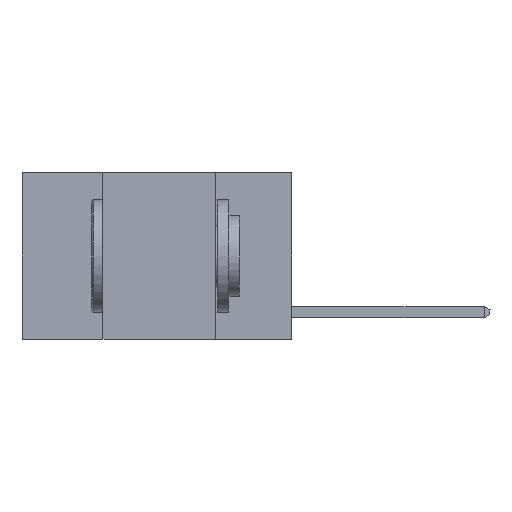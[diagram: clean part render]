
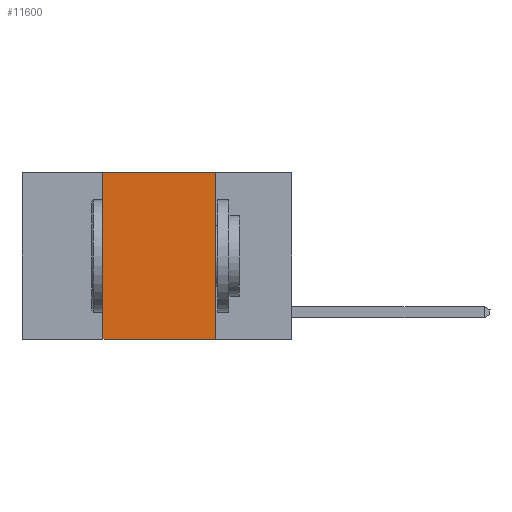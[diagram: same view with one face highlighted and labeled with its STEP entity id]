
A CAD part, left-side view. The second image highlights one B-rep face of the part: STEP entity #11600.
In plain terms, the highlighted planar face has unit normal (-1, 0, 0).
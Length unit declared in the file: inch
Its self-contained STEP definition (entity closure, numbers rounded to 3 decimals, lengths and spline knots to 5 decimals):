
#565 = LINE ( 'NONE', #4083, #24036 ) ;
#893 = CARTESIAN_POINT ( 'NONE',  ( 0., 0.6, -0.37 ) ) ;
#970 = CARTESIAN_POINT ( 'NONE',  ( 0., 0.17, 0. ) ) ;
#2625 = VERTEX_POINT ( 'NONE', #6644 ) ;
#2960 = CARTESIAN_POINT ( 'NONE',  ( 0., 0.17, 0. ) ) ;
#4083 = CARTESIAN_POINT ( 'NONE',  ( 0., 0.6, 0. ) ) ;
#4159 = DIRECTION ( 'NONE',  ( 0., 0., 1. ) ) ;
#4585 = VERTEX_POINT ( 'NONE', #12072 ) ;
#6644 = CARTESIAN_POINT ( 'NONE',  ( 0., 0.42, -0.37 ) ) ;
#7283 = LINE ( 'NONE', #893, #22005 ) ;
#8290 = FACE_OUTER_BOUND ( 'NONE', #13347, .T. ) ;
#11600 = ADVANCED_FACE ( 'NONE', ( #8290 ), #21618, .F. ) ;
#12072 = CARTESIAN_POINT ( 'NONE',  ( 0., 0.17, -0.37 ) ) ;
#12878 = AXIS2_PLACEMENT_3D ( 'NONE', #23788, #18864, #14076 ) ;
#13347 = EDGE_LOOP ( 'NONE', ( #18580, #14724, #21930, #23382 ) ) ;
#14076 = DIRECTION ( 'NONE',  ( 0., 0., -1. ) ) ;
#14724 = ORIENTED_EDGE ( 'NONE', *, *, #17718, .F. ) ;
#15255 = EDGE_CURVE ( 'NONE', #15372, #4585, #18513, .T. ) ;
#15372 = VERTEX_POINT ( 'NONE', #970 ) ;
#15823 = DIRECTION ( 'NONE',  ( 0., 0., -1. ) ) ;
#16287 = CARTESIAN_POINT ( 'NONE',  ( 0., 0.42, 0. ) ) ;
#17718 = EDGE_CURVE ( 'NONE', #19128, #15372, #565, .T. ) ;
#18498 = LINE ( 'NONE', #25807, #22166 ) ;
#18513 = LINE ( 'NONE', #2960, #26235 ) ;
#18580 = ORIENTED_EDGE ( 'NONE', *, *, #15255, .F. ) ;
#18864 = DIRECTION ( 'NONE',  ( 1., 0., 0. ) ) ;
#19128 = VERTEX_POINT ( 'NONE', #16287 ) ;
#20264 = DIRECTION ( 'NONE',  ( 0., -1., 0. ) ) ;
#21618 = PLANE ( 'NONE',  #12878 ) ;
#21930 = ORIENTED_EDGE ( 'NONE', *, *, #22115, .F. ) ;
#22005 = VECTOR ( 'NONE', #20264, 39.37008 ) ;
#22115 = EDGE_CURVE ( 'NONE', #2625, #19128, #18498, .T. ) ;
#22166 = VECTOR ( 'NONE', #4159, 39.37008 ) ;
#23382 = ORIENTED_EDGE ( 'NONE', *, *, #26394, .T. ) ;
#23788 = CARTESIAN_POINT ( 'NONE',  ( 0., 0.6, 0. ) ) ;
#24036 = VECTOR ( 'NONE', #25258, 39.37008 ) ;
#25258 = DIRECTION ( 'NONE',  ( 0., -1., 0. ) ) ;
#25807 = CARTESIAN_POINT ( 'NONE',  ( 0., 0.42, 0. ) ) ;
#26235 = VECTOR ( 'NONE', #15823, 39.37008 ) ;
#26394 = EDGE_CURVE ( 'NONE', #2625, #4585, #7283, .T. ) ;
